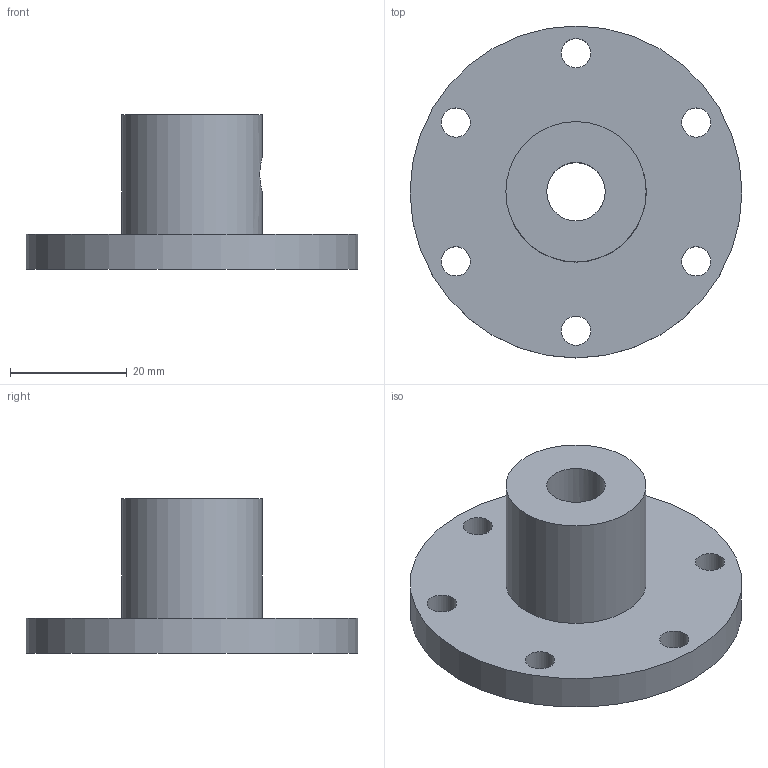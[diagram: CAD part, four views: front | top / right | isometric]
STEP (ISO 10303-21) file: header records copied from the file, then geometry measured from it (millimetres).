
FILE_DESCRIPTION(/* description */ (''),/* implementation_level */ '2;1');
FILE_NAME(/* name */ 'Coupler 10mm.step',/* time_stamp */ '2020-02-21T19:26:02+08:00',/* author */ (''),/* organization */ (''),/* preprocessor_version */ 'ST-DEVELOPER v18',/* originating_system */ 'Autodesk Translation Framework v8.12.0.6',/* authorisation */ '');
FILE_SCHEMA (('AUTOMOTIVE_DESIGN { 1 0 10303 214 3 1 1 }'));
Length unit declared in the file: millimetre
Products named in the file (1): Mecanum Wheel Coupler
Bounding box: 56.8 x 56.8 x 26.4 mm (x, y, z)
Volume: 21449.8 mm3; surface area: 8758 mm2
Topology: 1 solids, 1 shells, 13 faces, 37 edges, 25 vertices
Faces by surface type: cylinder 10, plane 3
Full cylindrical faces by diameter (mm): 5 x6, 6 x1, 10 x1, 24 x1, 56.8 x1
Entity records: 566 total; most frequent: CARTESIAN_POINT 147, DIRECTION 76, ORIENTED_EDGE 74, EDGE_CURVE 37, AXIS2_PLACEMENT_3D 32, EDGE_LOOP 28, VERTEX_POINT 25, CIRCLE 18
